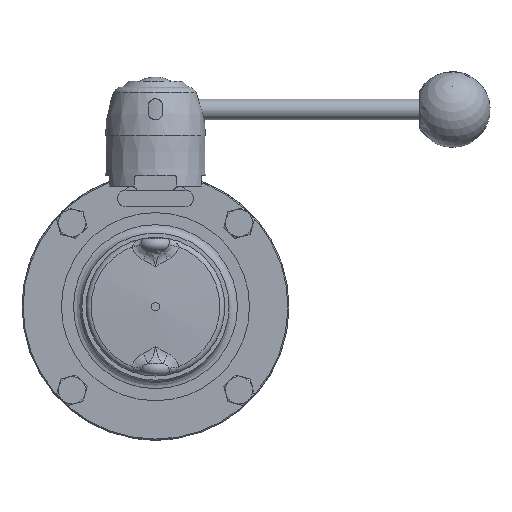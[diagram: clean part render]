
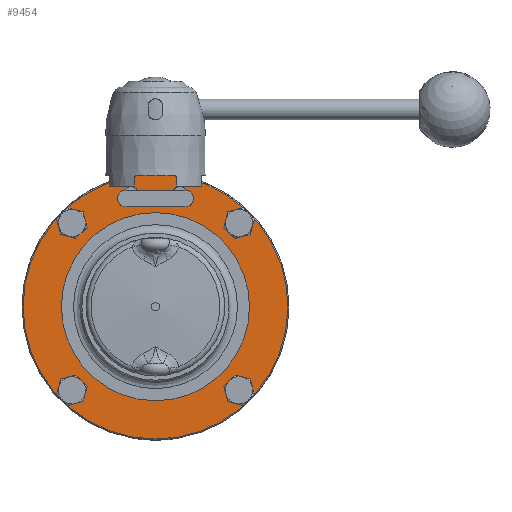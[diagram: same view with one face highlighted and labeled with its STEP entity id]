
A CAD part, left-side view. The second image highlights one B-rep face of the part: STEP entity #9454.
In plain terms, the highlighted planar face has unit normal (-1, 0, 0).
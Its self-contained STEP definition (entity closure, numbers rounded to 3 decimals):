
#809=CARTESIAN_POINT('',(-10.,-44.75,0.));
#810=VERTEX_POINT('',#809);
#811=CARTESIAN_POINT('',(-10.,0.,0.));
#812=DIRECTION('',(-1.0,0.0,0.0));
#813=DIRECTION('',(0.0,-1.0,0.0));
#814=AXIS2_PLACEMENT_3D('',#811,#812,#813);
#815=CIRCLE('',#814,44.75);
#816=EDGE_CURVE('',#810,#810,#815,.T.);
#828=CARTESIAN_POINT('',(-10.,12.426,61.762));
#829=VERTEX_POINT('',#828);
#837=CARTESIAN_POINT('',(-10.,-12.426,61.762));
#838=VERTEX_POINT('',#837);
#839=CARTESIAN_POINT('',(-10.,0.,0.));
#840=DIRECTION('',(1.0,0.0,0.0));
#841=DIRECTION('',(0.0,1.0,0.0));
#842=AXIS2_PLACEMENT_3D('',#839,#840,#841);
#843=CIRCLE('',#842,63.);
#844=EDGE_CURVE('',#829,#838,#843,.T.);
#855=CARTESIAN_POINT('',(-10.,-12.535,61.74));
#856=VERTEX_POINT('',#855);
#864=CARTESIAN_POINT('',(-10.,12.535,61.74));
#865=VERTEX_POINT('',#864);
#866=CARTESIAN_POINT('',(-10.,0.,0.));
#867=DIRECTION('',(1.0,0.0,0.0));
#868=DIRECTION('',(0.0,1.0,0.0));
#869=AXIS2_PLACEMENT_3D('',#866,#867,#868);
#870=CIRCLE('',#869,63.);
#871=EDGE_CURVE('',#856,#865,#870,.T.);
#891=CARTESIAN_POINT('',(-10.,45.277,41.262));
#892=VERTEX_POINT('',#891);
#893=CARTESIAN_POINT('',(-10.,39.775,39.775));
#894=DIRECTION('',(1.0,0.0,0.0));
#895=DIRECTION('',(0.0,0.965,0.261));
#896=AXIS2_PLACEMENT_3D('',#893,#894,#895);
#897=CIRCLE('',#896,5.7);
#898=EDGE_CURVE('',#892,#892,#897,.T.);
#1761=CARTESIAN_POINT('',(-10.,41.262,-45.277));
#1762=VERTEX_POINT('',#1761);
#1763=CARTESIAN_POINT('',(-10.,39.775,-39.775));
#1764=DIRECTION('',(1.0,0.0,0.0));
#1765=DIRECTION('',(0.0,0.261,-0.965));
#1766=AXIS2_PLACEMENT_3D('',#1763,#1764,#1765);
#1767=CIRCLE('',#1766,5.7);
#1768=EDGE_CURVE('',#1762,#1762,#1767,.T.);
#2631=CARTESIAN_POINT('',(-10.,-45.277,-41.262));
#2632=VERTEX_POINT('',#2631);
#2633=CARTESIAN_POINT('',(-10.,-39.775,-39.775));
#2634=DIRECTION('',(1.0,0.0,0.0));
#2635=DIRECTION('',(0.0,-0.965,-0.261));
#2636=AXIS2_PLACEMENT_3D('',#2633,#2634,#2635);
#2637=CIRCLE('',#2636,5.7);
#2638=EDGE_CURVE('',#2632,#2632,#2637,.T.);
#3501=CARTESIAN_POINT('',(-10.,-41.262,45.277));
#3502=VERTEX_POINT('',#3501);
#3503=CARTESIAN_POINT('',(-10.,-39.775,39.775));
#3504=DIRECTION('',(1.0,0.0,0.0));
#3505=DIRECTION('',(0.0,-0.261,0.965));
#3506=AXIS2_PLACEMENT_3D('',#3503,#3504,#3505);
#3507=CIRCLE('',#3506,5.7);
#3508=EDGE_CURVE('',#3502,#3502,#3507,.T.);
#9103=CARTESIAN_POINT('',(-10.,-11.5,49.9));
#9104=VERTEX_POINT('',#9103);
#9105=CARTESIAN_POINT('',(-10.,-11.5,53.5));
#9106=DIRECTION('',(1.0,0.0,0.0));
#9107=DIRECTION('',(0.0,0.0,-1.0));
#9108=AXIS2_PLACEMENT_3D('',#9105,#9106,#9107);
#9109=CIRCLE('',#9108,3.6);
#9110=EDGE_CURVE('',#9104,#9104,#9109,.T.);
#9124=CARTESIAN_POINT('',(-10.,11.5,49.9));
#9125=VERTEX_POINT('',#9124);
#9126=CARTESIAN_POINT('',(-10.,11.5,53.5));
#9127=DIRECTION('',(1.0,0.0,0.0));
#9128=DIRECTION('',(0.0,0.0,-1.0));
#9129=AXIS2_PLACEMENT_3D('',#9126,#9127,#9128);
#9130=CIRCLE('',#9129,3.6);
#9131=EDGE_CURVE('',#9125,#9125,#9130,.T.);
#9396=CARTESIAN_POINT('',(-10.,-54.125,0.));
#9397=DIRECTION('',(-1.0,0.0,0.0));
#9398=DIRECTION('',(0.0,0.0,-1.0));
#9399=AXIS2_PLACEMENT_3D('',#9396,#9397,#9398);
#9400=PLANE('',#9399);
#9401=CARTESIAN_POINT('',(-10.,12.426,61.74));
#9402=VERTEX_POINT('',#9401);
#9403=CARTESIAN_POINT('',(-10.,12.426,61.762));
#9404=DIRECTION('',(0.0,0.0,-1.0));
#9405=VECTOR('',#9404,0.022);
#9406=LINE('',#9403,#9405);
#9407=EDGE_CURVE('',#829,#9402,#9406,.T.);
#9408=ORIENTED_EDGE('',*,*,#9407,.T.);
#9409=CARTESIAN_POINT('',(-10.,12.426,61.74));
#9410=DIRECTION('',(0.0,1.0,0.0));
#9411=VECTOR('',#9410,0.109);
#9412=LINE('',#9409,#9411);
#9413=EDGE_CURVE('',#9402,#865,#9412,.T.);
#9414=ORIENTED_EDGE('',*,*,#9413,.T.);
#9415=ORIENTED_EDGE('',*,*,#871,.F.);
#9416=CARTESIAN_POINT('',(-10.,-12.426,61.74));
#9417=VERTEX_POINT('',#9416);
#9418=CARTESIAN_POINT('',(-10.,-12.535,61.74));
#9419=DIRECTION('',(0.0,1.0,0.0));
#9420=VECTOR('',#9419,0.109);
#9421=LINE('',#9418,#9420);
#9422=EDGE_CURVE('',#856,#9417,#9421,.T.);
#9423=ORIENTED_EDGE('',*,*,#9422,.T.);
#9424=CARTESIAN_POINT('',(-10.,-12.426,61.74));
#9425=DIRECTION('',(0.0,0.0,1.0));
#9426=VECTOR('',#9425,0.022);
#9427=LINE('',#9424,#9426);
#9428=EDGE_CURVE('',#9417,#838,#9427,.T.);
#9429=ORIENTED_EDGE('',*,*,#9428,.T.);
#9430=ORIENTED_EDGE('',*,*,#844,.F.);
#9431=EDGE_LOOP('',(#9408,#9414,#9415,#9423,#9429,#9430));
#9432=FACE_OUTER_BOUND('',#9431,.T.);
#9433=ORIENTED_EDGE('',*,*,#9131,.T.);
#9434=EDGE_LOOP('',(#9433));
#9435=FACE_BOUND('',#9434,.T.);
#9436=ORIENTED_EDGE('',*,*,#9110,.T.);
#9437=EDGE_LOOP('',(#9436));
#9438=FACE_BOUND('',#9437,.T.);
#9439=ORIENTED_EDGE('',*,*,#816,.F.);
#9440=EDGE_LOOP('',(#9439));
#9441=FACE_BOUND('',#9440,.T.);
#9442=ORIENTED_EDGE('',*,*,#898,.T.);
#9443=EDGE_LOOP('',(#9442));
#9444=FACE_BOUND('',#9443,.T.);
#9445=ORIENTED_EDGE('',*,*,#1768,.T.);
#9446=EDGE_LOOP('',(#9445));
#9447=FACE_BOUND('',#9446,.T.);
#9448=ORIENTED_EDGE('',*,*,#2638,.T.);
#9449=EDGE_LOOP('',(#9448));
#9450=FACE_BOUND('',#9449,.T.);
#9451=ORIENTED_EDGE('',*,*,#3508,.T.);
#9452=EDGE_LOOP('',(#9451));
#9453=FACE_BOUND('',#9452,.T.);
#9454=ADVANCED_FACE('',(#9432,#9435,#9438,#9441,#9444,#9447,#9450,#9453),#9400,.T.);
